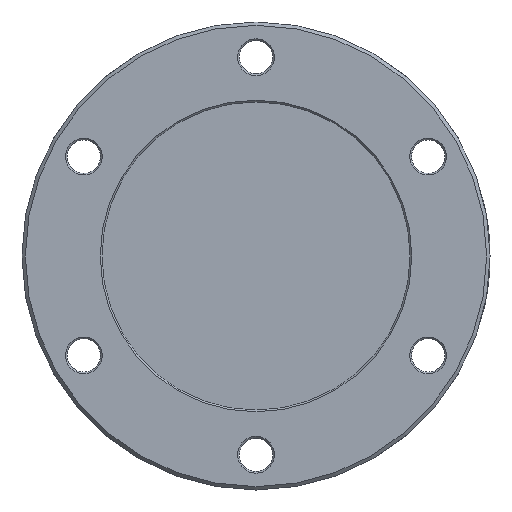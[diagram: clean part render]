
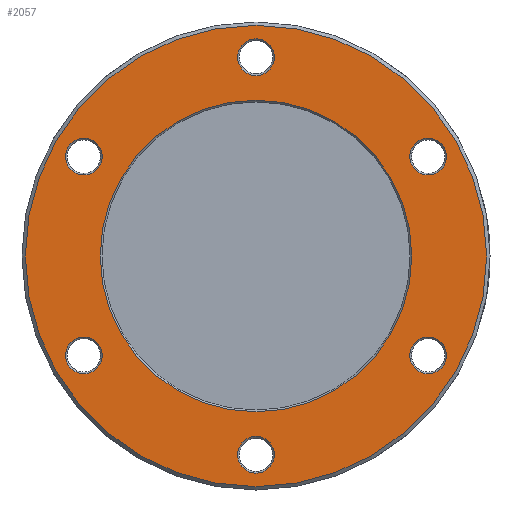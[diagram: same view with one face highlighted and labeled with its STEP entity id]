
A CAD part, front view. The second image highlights one B-rep face of the part: STEP entity #2057.
In plain terms, the highlighted planar face has unit normal (0, -1, 0).
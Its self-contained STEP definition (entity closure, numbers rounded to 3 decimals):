
#427=PLANE('',#2247);
#476=FACE_BOUND('',#657,.T.);
#477=FACE_BOUND('',#658,.T.);
#478=FACE_BOUND('',#659,.T.);
#479=FACE_BOUND('',#660,.T.);
#480=FACE_BOUND('',#661,.T.);
#481=FACE_BOUND('',#662,.T.);
#482=FACE_BOUND('',#663,.T.);
#526=FACE_OUTER_BOUND('',#656,.T.);
#656=EDGE_LOOP('',(#1432));
#657=EDGE_LOOP('',(#1433));
#658=EDGE_LOOP('',(#1434));
#659=EDGE_LOOP('',(#1435));
#660=EDGE_LOOP('',(#1436));
#661=EDGE_LOOP('',(#1437));
#662=EDGE_LOOP('',(#1438));
#663=EDGE_LOOP('',(#1439));
#834=CIRCLE('',#2246,23.);
#835=CIRCLE('',#2248,34.05);
#836=CIRCLE('',#2249,2.709);
#837=CIRCLE('',#2250,2.709);
#838=CIRCLE('',#2251,2.709);
#839=CIRCLE('',#2252,2.709);
#840=CIRCLE('',#2253,2.709);
#841=CIRCLE('',#2254,2.709);
#912=VERTEX_POINT('',#2943);
#913=VERTEX_POINT('',#2946);
#914=VERTEX_POINT('',#2948);
#915=VERTEX_POINT('',#2950);
#916=VERTEX_POINT('',#2952);
#917=VERTEX_POINT('',#2954);
#918=VERTEX_POINT('',#2956);
#919=VERTEX_POINT('',#2958);
#1127=EDGE_CURVE('',#912,#912,#834,.T.);
#1128=EDGE_CURVE('',#913,#913,#835,.T.);
#1129=EDGE_CURVE('',#914,#914,#836,.T.);
#1130=EDGE_CURVE('',#915,#915,#837,.T.);
#1131=EDGE_CURVE('',#916,#916,#838,.T.);
#1132=EDGE_CURVE('',#917,#917,#839,.T.);
#1133=EDGE_CURVE('',#918,#918,#840,.T.);
#1134=EDGE_CURVE('',#919,#919,#841,.T.);
#1432=ORIENTED_EDGE('',*,*,#1128,.F.);
#1433=ORIENTED_EDGE('',*,*,#1129,.F.);
#1434=ORIENTED_EDGE('',*,*,#1130,.F.);
#1435=ORIENTED_EDGE('',*,*,#1131,.F.);
#1436=ORIENTED_EDGE('',*,*,#1132,.F.);
#1437=ORIENTED_EDGE('',*,*,#1133,.F.);
#1438=ORIENTED_EDGE('',*,*,#1134,.F.);
#1439=ORIENTED_EDGE('',*,*,#1127,.F.);
#2057=ADVANCED_FACE('',(#526,#476,#477,#478,#479,#480,#481,#482),#427,.T.);
#2246=AXIS2_PLACEMENT_3D('',#2944,#2445,#2446);
#2247=AXIS2_PLACEMENT_3D('',#2945,#2447,#2448);
#2248=AXIS2_PLACEMENT_3D('',#2947,#2449,#2450);
#2249=AXIS2_PLACEMENT_3D('',#2949,#2451,#2452);
#2250=AXIS2_PLACEMENT_3D('',#2951,#2453,#2454);
#2251=AXIS2_PLACEMENT_3D('',#2953,#2455,#2456);
#2252=AXIS2_PLACEMENT_3D('',#2955,#2457,#2458);
#2253=AXIS2_PLACEMENT_3D('',#2957,#2459,#2460);
#2254=AXIS2_PLACEMENT_3D('',#2959,#2461,#2462);
#2445=DIRECTION('center_axis',(0.,-1.,0.));
#2446=DIRECTION('ref_axis',(1.,0.,0.));
#2447=DIRECTION('center_axis',(0.,-1.,0.));
#2448=DIRECTION('ref_axis',(0.,0.,-1.));
#2449=DIRECTION('center_axis',(0.,1.,0.));
#2450=DIRECTION('ref_axis',(1.,0.,0.));
#2451=DIRECTION('center_axis',(0.,-1.,0.));
#2452=DIRECTION('ref_axis',(-0.5,0.,0.866));
#2453=DIRECTION('center_axis',(0.,-1.,0.));
#2454=DIRECTION('ref_axis',(-0.5,0.,-0.866));
#2455=DIRECTION('center_axis',(0.,-1.,0.));
#2456=DIRECTION('ref_axis',(1.,0.,0.));
#2457=DIRECTION('center_axis',(0.,-1.,0.));
#2458=DIRECTION('ref_axis',(0.5,0.,-0.866));
#2459=DIRECTION('center_axis',(0.,-1.,0.));
#2460=DIRECTION('ref_axis',(-1.,0.,0.));
#2461=DIRECTION('center_axis',(0.,-1.,0.));
#2462=DIRECTION('ref_axis',(0.5,0.,0.866));
#2943=CARTESIAN_POINT('',(-23.,0.,0.));
#2944=CARTESIAN_POINT('Origin',(0.,0.,0.));
#2945=CARTESIAN_POINT('Origin',(-34.55,0.,0.));
#2946=CARTESIAN_POINT('',(-34.05,0.,0.));
#2947=CARTESIAN_POINT('Origin',(0.,0.,0.));
#2948=CARTESIAN_POINT('',(26.772,0.,12.329));
#2949=CARTESIAN_POINT('Origin',(25.418,0.,14.675));
#2950=CARTESIAN_POINT('',(-24.064,0.,17.021));
#2951=CARTESIAN_POINT('Origin',(-25.418,0.,14.675));
#2952=CARTESIAN_POINT('',(-2.709,0.,-29.35));
#2953=CARTESIAN_POINT('Origin',(0.,0.,-29.35));
#2954=CARTESIAN_POINT('',(-26.772,0.,-12.329));
#2955=CARTESIAN_POINT('Origin',(-25.418,0.,-14.675));
#2956=CARTESIAN_POINT('',(2.709,0.,29.35));
#2957=CARTESIAN_POINT('Origin',(0.,0.,29.35));
#2958=CARTESIAN_POINT('',(24.064,0.,-17.021));
#2959=CARTESIAN_POINT('Origin',(25.418,0.,-14.675));
